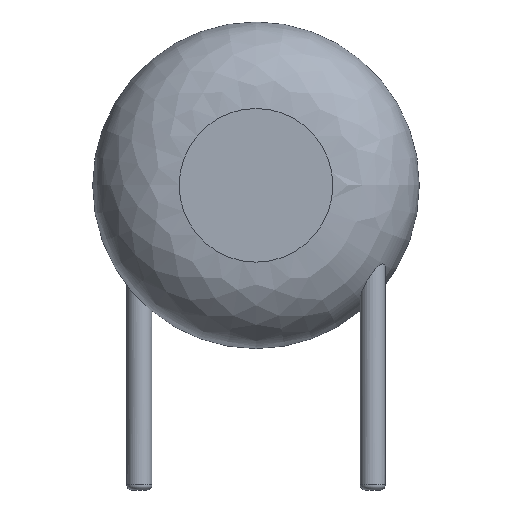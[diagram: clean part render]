
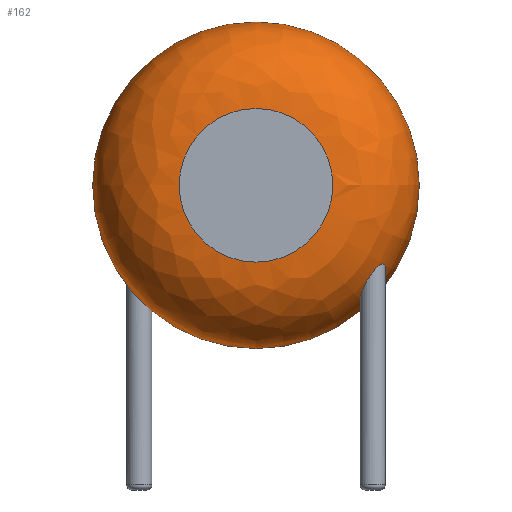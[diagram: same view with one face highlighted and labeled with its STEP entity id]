
A CAD part, front view. The second image highlights one B-rep face of the part: STEP entity #162.
In plain terms, the highlighted face is a revolution surface.
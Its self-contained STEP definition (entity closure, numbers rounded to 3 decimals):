
#24 = VERTEX_POINT('',#25);
#25 = CARTESIAN_POINT('',(6.,-0.946,3.53));
#31 = EDGE_CURVE('',#24,#24,#32,.T.);
#32 = CIRCLE('',#33,3.5);
#33 = AXIS2_PLACEMENT_3D('',#34,#35,#36);
#34 = CARTESIAN_POINT('',(2.5,-0.946,3.53));
#35 = DIRECTION('',(0.,-1.,0.));
#36 = DIRECTION('',(1.,0.,0.));
#162 = ADVANCED_FACE('',(#163,#183),#258,.T.);
#163 = FACE_BOUND('',#164,.T.);
#164 = EDGE_LOOP('',(#165,#166,#175,#182));
#165 = ORIENTED_EDGE('',*,*,#31,.T.);
#166 = ORIENTED_EDGE('',*,*,#167,.T.);
#167 = EDGE_CURVE('',#24,#168,#170,.T.);
#168 = VERTEX_POINT('',#169);
#169 = CARTESIAN_POINT('',(4.146,-2.8,3.53));
#170 = CIRCLE('',#171,1.854);
#171 = AXIS2_PLACEMENT_3D('',#172,#173,#174);
#172 = CARTESIAN_POINT('',(4.146,-0.946,3.53));
#173 = DIRECTION('',(0.,0.,-1.));
#174 = DIRECTION('',(1.,0.,0.));
#175 = ORIENTED_EDGE('',*,*,#176,.F.);
#176 = EDGE_CURVE('',#168,#168,#177,.T.);
#177 = CIRCLE('',#178,1.646);
#178 = AXIS2_PLACEMENT_3D('',#179,#180,#181);
#179 = CARTESIAN_POINT('',(2.5,-2.8,3.53));
#180 = DIRECTION('',(0.,-1.,0.));
#181 = DIRECTION('',(1.,0.,0.));
#182 = ORIENTED_EDGE('',*,*,#167,.F.);
#183 = FACE_BOUND('',#184,.T.);
#184 = EDGE_LOOP('',(#185,#204));
#185 = ORIENTED_EDGE('',*,*,#186,.T.);
#186 = EDGE_CURVE('',#187,#189,#191,.T.);
#187 = VERTEX_POINT('',#188);
#188 = CARTESIAN_POINT('',(5.27,-1.8,1.752));
#189 = VERTEX_POINT('',#190);
#190 = CARTESIAN_POINT('',(5.001,-1.53,1.219
));
#191 = B_SPLINE_CURVE_WITH_KNOTS('',6,(#192,#193,#194,#195,#196,#197,
#198,#199,#200,#201,#202,#203),.UNSPECIFIED.,.F.,.F.,(7,5,7),(
0.,0.496,1.),.UNSPECIFIED.);
#192 = CARTESIAN_POINT('',(5.27,-1.8,1.752));
#193 = CARTESIAN_POINT('',(5.27,-1.764,1.717));
#194 = CARTESIAN_POINT('',(5.264,-1.728,1.676
));
#195 = CARTESIAN_POINT('',(5.253,-1.695,1.633
));
#196 = CARTESIAN_POINT('',(5.237,-1.664,1.588
));
#197 = CARTESIAN_POINT('',(5.217,-1.636,1.541)
);
#198 = CARTESIAN_POINT('',(5.169,-1.587,1.446
));
#199 = CARTESIAN_POINT('',(5.141,-1.566,1.398)
);
#200 = CARTESIAN_POINT('',(5.11,-1.549,1.35
));
#201 = CARTESIAN_POINT('',(5.076,-1.537,1.304
));
#202 = CARTESIAN_POINT('',(5.039,-1.53,1.26
));
#203 = CARTESIAN_POINT('',(5.001,-1.53,1.219
));
#204 = ORIENTED_EDGE('',*,*,#205,.T.);
#205 = EDGE_CURVE('',#189,#187,#206,.T.);
#206 = B_SPLINE_CURVE_WITH_KNOTS('',8,(#207,#208,#209,#210,#211,#212,
#213,#214,#215,#216,#217,#218,#219,#220,#221,#222,#223,#224,#225,
#226,#227,#228,#229,#230,#231,#232,#233,#234,#235,#236,#237,#238,
#239,#240,#241,#242,#243,#244,#245,#246,#247,#248,#249,#250,#251,
#252,#253,#254,#255,#256,#257),.UNSPECIFIED.,.F.,.F.,(9,7,7,7,7,7,7,
9),(0.,0.134,0.216,0.323,
0.383,0.565,0.817,1.),.UNSPECIFIED.);
#207 = CARTESIAN_POINT('',(5.001,-1.53,1.219
));
#208 = CARTESIAN_POINT('',(4.98,-1.53,1.196)
);
#209 = CARTESIAN_POINT('',(4.959,-1.532,1.174
));
#210 = CARTESIAN_POINT('',(4.937,-1.535,1.153
));
#211 = CARTESIAN_POINT('',(4.916,-1.541,1.134
));
#212 = CARTESIAN_POINT('',(4.894,-1.549,1.117
));
#213 = CARTESIAN_POINT('',(4.874,-1.559,1.102
));
#214 = CARTESIAN_POINT('',(4.854,-1.572,1.089)
);
#215 = CARTESIAN_POINT('',(4.824,-1.594,1.072
));
#216 = CARTESIAN_POINT('',(4.814,-1.604,1.067
));
#217 = CARTESIAN_POINT('',(4.803,-1.614,1.062
));
#218 = CARTESIAN_POINT('',(4.794,-1.625,1.059)
);
#219 = CARTESIAN_POINT('',(4.785,-1.636,1.057
));
#220 = CARTESIAN_POINT('',(4.776,-1.648,1.055
));
#221 = CARTESIAN_POINT('',(4.769,-1.66,1.055
));
#222 = CARTESIAN_POINT('',(4.753,-1.689,1.058
));
#223 = CARTESIAN_POINT('',(4.746,-1.706,1.061
));
#224 = CARTESIAN_POINT('',(4.74,-1.723,1.066
));
#225 = CARTESIAN_POINT('',(4.735,-1.741,1.073
));
#226 = CARTESIAN_POINT('',(4.732,-1.759,1.082
));
#227 = CARTESIAN_POINT('',(4.73,-1.777,1.092)
);
#228 = CARTESIAN_POINT('',(4.73,-1.794,1.104
));
#229 = CARTESIAN_POINT('',(4.731,-1.821,1.124
));
#230 = CARTESIAN_POINT('',(4.731,-1.83,1.132
));
#231 = CARTESIAN_POINT('',(4.733,-1.84,1.14
));
#232 = CARTESIAN_POINT('',(4.734,-1.849,1.149)
);
#233 = CARTESIAN_POINT('',(4.736,-1.858,1.157
));
#234 = CARTESIAN_POINT('',(4.738,-1.867,1.167)
);
#235 = CARTESIAN_POINT('',(4.741,-1.876,1.176
));
#236 = CARTESIAN_POINT('',(4.752,-1.911,1.216)
);
#237 = CARTESIAN_POINT('',(4.764,-1.936,1.248
));
#238 = CARTESIAN_POINT('',(4.778,-1.958,1.282)
);
#239 = CARTESIAN_POINT('',(4.794,-1.979,1.318
));
#240 = CARTESIAN_POINT('',(4.812,-1.998,1.356)
);
#241 = CARTESIAN_POINT('',(4.832,-2.014,1.394
));
#242 = CARTESIAN_POINT('',(4.854,-2.028,1.433
));
#243 = CARTESIAN_POINT('',(4.908,-2.056,1.527)
);
#244 = CARTESIAN_POINT('',(4.941,-2.068,1.582)
);
#245 = CARTESIAN_POINT('',(4.977,-2.074,1.635
));
#246 = CARTESIAN_POINT('',(5.015,-2.076,1.687
));
#247 = CARTESIAN_POINT('',(5.054,-2.071,1.736)
);
#248 = CARTESIAN_POINT('',(5.093,-2.059,1.778)
);
#249 = CARTESIAN_POINT('',(5.131,-2.04,1.81
));
#250 = CARTESIAN_POINT('',(5.19,-1.994,1.843)
);
#251 = CARTESIAN_POINT('',(5.213,-1.971,1.849
));
#252 = CARTESIAN_POINT('',(5.233,-1.945,1.848
));
#253 = CARTESIAN_POINT('',(5.248,-1.916,1.839)
);
#254 = CARTESIAN_POINT('',(5.259,-1.887,1.824
));
#255 = CARTESIAN_POINT('',(5.267,-1.857,1.803
));
#256 = CARTESIAN_POINT('',(5.27,-1.828,1.779));
#257 = CARTESIAN_POINT('',(5.27,-1.8,1.752));
#258 = SURFACE_OF_REVOLUTION('',#259,#272);
#259 = B_SPLINE_CURVE_WITH_KNOTS('',6,(#260,#261,#262,#263,#264,#265,
#266,#267,#268,#269,#270,#271),.UNSPECIFIED.,.F.,.F.,(7,5,7),(
0.,0.785,1.571),.UNSPECIFIED.);
#260 = CARTESIAN_POINT('',(6.,-0.946,3.53));
#261 = CARTESIAN_POINT('',(6.,-1.189,3.53));
#262 = CARTESIAN_POINT('',(5.962,-1.432,3.53));
#263 = CARTESIAN_POINT('',(5.886,-1.667,3.53));
#264 = CARTESIAN_POINT('',(5.773,-1.887,3.53));
#265 = CARTESIAN_POINT('',(5.629,-2.086,3.53));
#266 = CARTESIAN_POINT('',(5.286,-2.429,3.53));
#267 = CARTESIAN_POINT('',(5.087,-2.573,3.53));
#268 = CARTESIAN_POINT('',(4.867,-2.686,3.53));
#269 = CARTESIAN_POINT('',(4.632,-2.762,3.53));
#270 = CARTESIAN_POINT('',(4.389,-2.8,3.53));
#271 = CARTESIAN_POINT('',(4.146,-2.8,3.53));
#272 = AXIS1_PLACEMENT('',#273,#274);
#273 = CARTESIAN_POINT('',(2.5,-0.946,3.53));
#274 = DIRECTION('',(0.,-1.,0.));
